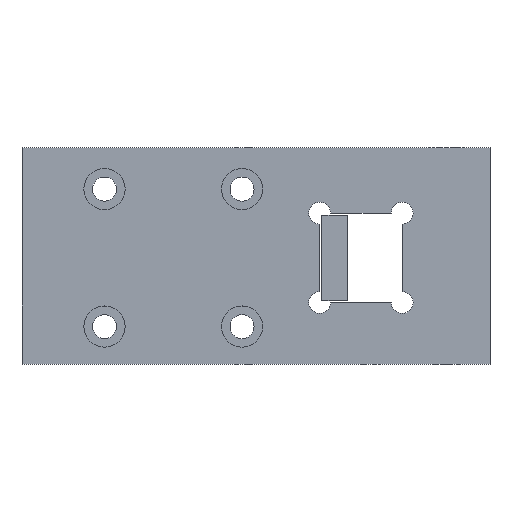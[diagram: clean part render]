
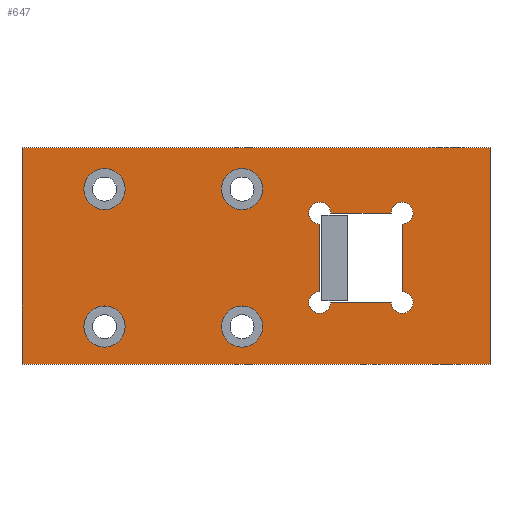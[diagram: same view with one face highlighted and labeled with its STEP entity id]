
A CAD part, top view. The second image highlights one B-rep face of the part: STEP entity #647.
In plain terms, the highlighted planar face has unit normal (0, 0, 1).
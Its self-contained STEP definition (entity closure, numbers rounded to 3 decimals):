
#38=FACE_BOUND('',#144,.T.);
#39=FACE_BOUND('',#145,.T.);
#40=FACE_BOUND('',#146,.T.);
#41=FACE_BOUND('',#147,.T.);
#42=FACE_BOUND('',#148,.T.);
#61=CIRCLE('',#701,1.588);
#63=CIRCLE('',#704,1.588);
#65=CIRCLE('',#707,1.588);
#67=CIRCLE('',#710,1.588);
#68=CIRCLE('',#714,3.);
#69=CIRCLE('',#715,3.);
#70=CIRCLE('',#716,3.);
#71=CIRCLE('',#717,3.);
#100=FACE_OUTER_BOUND('',#143,.T.);
#143=EDGE_LOOP('',(#485,#486,#487,#488));
#144=EDGE_LOOP('',(#489,#490,#491,#492,#493,#494,#495,#496));
#145=EDGE_LOOP('',(#497));
#146=EDGE_LOOP('',(#498));
#147=EDGE_LOOP('',(#499));
#148=EDGE_LOOP('',(#500));
#191=LINE('',#971,#244);
#196=LINE('',#982,#249);
#199=LINE('',#992,#252);
#200=LINE('',#994,#253);
#211=LINE('',#1036,#264);
#213=LINE('',#1039,#266);
#214=LINE('',#1041,#267);
#215=LINE('',#1042,#268);
#244=VECTOR('',#769,10.);
#249=VECTOR('',#778,10.);
#252=VECTOR('',#787,10.);
#253=VECTOR('',#790,10.);
#264=VECTOR('',#829,10.);
#266=VECTOR('',#833,10.);
#267=VECTOR('',#836,10.);
#268=VECTOR('',#837,10.);
#297=VERTEX_POINT('',#968);
#298=VERTEX_POINT('',#970);
#302=VERTEX_POINT('',#980);
#306=VERTEX_POINT('',#990);
#310=VERTEX_POINT('',#1002);
#311=VERTEX_POINT('',#1004);
#314=VERTEX_POINT('',#1011);
#315=VERTEX_POINT('',#1013);
#318=VERTEX_POINT('',#1020);
#319=VERTEX_POINT('',#1022);
#322=VERTEX_POINT('',#1029);
#323=VERTEX_POINT('',#1031);
#324=VERTEX_POINT('',#1043);
#325=VERTEX_POINT('',#1045);
#326=VERTEX_POINT('',#1047);
#327=VERTEX_POINT('',#1049);
#355=EDGE_CURVE('',#297,#298,#191,.T.);
#361=EDGE_CURVE('',#297,#302,#196,.T.);
#366=EDGE_CURVE('',#306,#302,#199,.T.);
#367=EDGE_CURVE('',#306,#298,#200,.T.);
#372=EDGE_CURVE('',#311,#310,#61,.T.);
#376=EDGE_CURVE('',#315,#314,#63,.T.);
#380=EDGE_CURVE('',#319,#318,#65,.T.);
#384=EDGE_CURVE('',#323,#322,#67,.T.);
#387=EDGE_CURVE('',#310,#315,#211,.T.);
#389=EDGE_CURVE('',#314,#323,#213,.T.);
#390=EDGE_CURVE('',#322,#319,#214,.T.);
#391=EDGE_CURVE('',#318,#311,#215,.F.);
#392=EDGE_CURVE('',#324,#324,#68,.T.);
#393=EDGE_CURVE('',#325,#325,#69,.T.);
#394=EDGE_CURVE('',#326,#326,#70,.T.);
#395=EDGE_CURVE('',#327,#327,#71,.T.);
#485=ORIENTED_EDGE('',*,*,#361,.T.);
#486=ORIENTED_EDGE('',*,*,#366,.F.);
#487=ORIENTED_EDGE('',*,*,#367,.T.);
#488=ORIENTED_EDGE('',*,*,#355,.F.);
#489=ORIENTED_EDGE('',*,*,#372,.T.);
#490=ORIENTED_EDGE('',*,*,#387,.T.);
#491=ORIENTED_EDGE('',*,*,#376,.T.);
#492=ORIENTED_EDGE('',*,*,#389,.T.);
#493=ORIENTED_EDGE('',*,*,#384,.T.);
#494=ORIENTED_EDGE('',*,*,#390,.T.);
#495=ORIENTED_EDGE('',*,*,#380,.T.);
#496=ORIENTED_EDGE('',*,*,#391,.T.);
#497=ORIENTED_EDGE('',*,*,#392,.T.);
#498=ORIENTED_EDGE('',*,*,#393,.T.);
#499=ORIENTED_EDGE('',*,*,#394,.T.);
#500=ORIENTED_EDGE('',*,*,#395,.T.);
#621=PLANE('',#713);
#647=ADVANCED_FACE('',(#100,#38,#39,#40,#41,#42),#621,.T.);
#701=AXIS2_PLACEMENT_3D('',#1005,#799,#800);
#704=AXIS2_PLACEMENT_3D('',#1014,#807,#808);
#707=AXIS2_PLACEMENT_3D('',#1023,#815,#816);
#710=AXIS2_PLACEMENT_3D('',#1032,#823,#824);
#713=AXIS2_PLACEMENT_3D('',#1040,#834,#835);
#714=AXIS2_PLACEMENT_3D('',#1044,#838,#839);
#715=AXIS2_PLACEMENT_3D('',#1046,#840,#841);
#716=AXIS2_PLACEMENT_3D('',#1048,#842,#843);
#717=AXIS2_PLACEMENT_3D('',#1050,#844,#845);
#769=DIRECTION('',(0.,1.,0.));
#778=DIRECTION('',(1.,0.,0.));
#787=DIRECTION('',(0.,-1.,0.));
#790=DIRECTION('',(-1.,0.,0.));
#799=DIRECTION('center_axis',(0.,0.,
-1.));
#800=DIRECTION('ref_axis',(-1.,0.,0.));
#807=DIRECTION('center_axis',(0.,0.,
-1.));
#808=DIRECTION('ref_axis',(-1.,0.,0.));
#815=DIRECTION('center_axis',(0.,0.,
-1.));
#816=DIRECTION('ref_axis',(-1.,0.,0.));
#823=DIRECTION('center_axis',(0.,0.,
-1.));
#824=DIRECTION('ref_axis',(-1.,0.,0.));
#829=DIRECTION('',(1.,0.,0.));
#833=DIRECTION('',(0.,-1.,0.));
#834=DIRECTION('center_axis',(0.,0.,
1.));
#835=DIRECTION('ref_axis',(1.,0.,0.));
#836=DIRECTION('',(-1.,0.,0.));
#837=DIRECTION('',(0.,-1.,0.));
#838=DIRECTION('center_axis',(0.,0.,
-1.));
#839=DIRECTION('ref_axis',(1.,0.,0.));
#840=DIRECTION('center_axis',(0.,0.,
-1.));
#841=DIRECTION('ref_axis',(1.,0.,0.));
#842=DIRECTION('center_axis',(0.,0.,
-1.));
#843=DIRECTION('ref_axis',(1.,0.,0.));
#844=DIRECTION('center_axis',(0.,0.,
-1.));
#845=DIRECTION('ref_axis',(1.,0.,0.));
#968=CARTESIAN_POINT('',(-25.,-15.455,-161.));
#970=CARTESIAN_POINT('',(-25.,16.,-161.));
#971=CARTESIAN_POINT('',(-25.,16.,-161.));
#980=CARTESIAN_POINT('',(43.06,-15.455,-161.));
#982=CARTESIAN_POINT('',(40.06,-15.455,-161.));
#990=CARTESIAN_POINT('',(43.06,16.,-161.));
#992=CARTESIAN_POINT('',(43.06,-15.455,-161.));
#994=CARTESIAN_POINT('',(-21.,16.,-161.));
#1002=CARTESIAN_POINT('',(19.885,6.5,-161.));
#1004=CARTESIAN_POINT('',(18.298,4.912,-161.));
#1005=CARTESIAN_POINT('Origin',(18.298,6.5,-161.));
#1011=CARTESIAN_POINT('',(30.298,4.912,-161.));
#1013=CARTESIAN_POINT('',(28.71,6.5,-161.));
#1014=CARTESIAN_POINT('Origin',(30.298,6.5,-161.));
#1020=CARTESIAN_POINT('',(18.298,-4.913,-161.));
#1022=CARTESIAN_POINT('',(19.885,-6.5,-161.));
#1023=CARTESIAN_POINT('Origin',(18.298,-6.5,-161.));
#1029=CARTESIAN_POINT('',(28.71,-6.5,-161.));
#1031=CARTESIAN_POINT('',(30.298,-4.913,-161.));
#1032=CARTESIAN_POINT('Origin',(30.298,-6.5,-161.));
#1036=CARTESIAN_POINT('',(22.091,6.5,-161.));
#1039=CARTESIAN_POINT('',(30.298,5.707,-161.));
#1040=CARTESIAN_POINT('Origin',(11.03,0.273,-161.));
#1041=CARTESIAN_POINT('',(29.505,-6.5,-161.));
#1042=CARTESIAN_POINT('',(18.298,-2.717,-161.));
#1043=CARTESIAN_POINT('',(4.,-10.,-161.));
#1044=CARTESIAN_POINT('Origin',(7.,-10.,-161.));
#1045=CARTESIAN_POINT('',(4.,10.,-161.));
#1046=CARTESIAN_POINT('Origin',(7.,10.,-161.));
#1047=CARTESIAN_POINT('',(-16.,-10.,-161.));
#1048=CARTESIAN_POINT('Origin',(-13.,-10.,-161.));
#1049=CARTESIAN_POINT('',(-16.,10.,-161.));
#1050=CARTESIAN_POINT('Origin',(-13.,10.,-161.));
